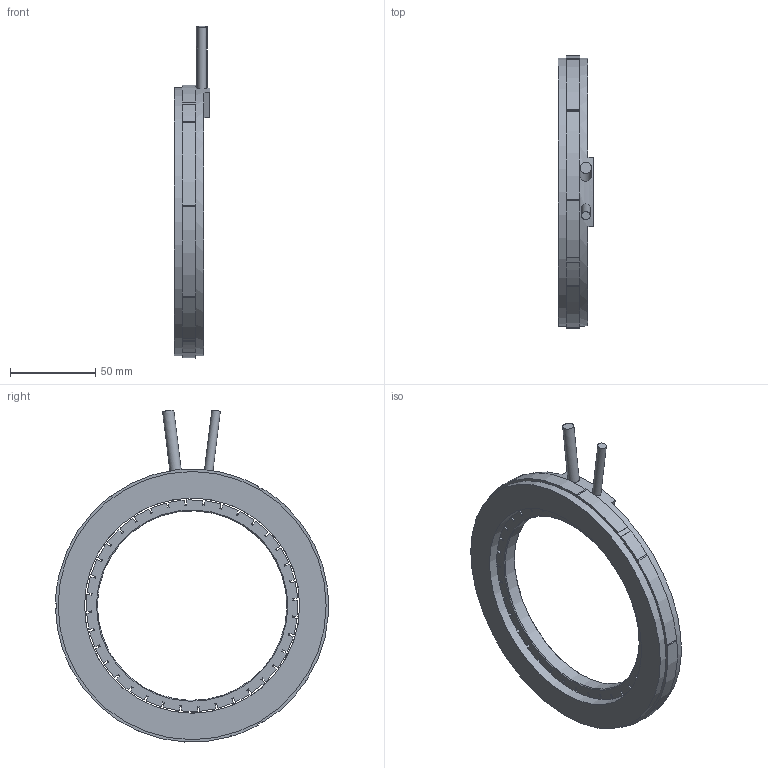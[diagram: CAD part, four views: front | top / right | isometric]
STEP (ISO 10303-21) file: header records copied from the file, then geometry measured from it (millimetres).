
FILE_DESCRIPTION(/* description */ (''),/* implementation_level */ '2;1');
FILE_NAME(/* name */ '4611112303778.stp',/* time_stamp */ '2024-06-26T16:22:44-07:00',/* author */ ('Harryle'),/* organization */ (''),/* preprocessor_version */ 'ST-DEVELOPER v19.2',/* originating_system */ 'Autodesk Inventor 2023',/* authorisation */ '');
FILE_SCHEMA (('AUTOMOTIVE_DESIGN { 1 0 10303 214 3 1 1 }'));
Length unit declared in the file: inch
Products named in the file (1): 4611112303778
Bounding box: 21 x 159.84 x 194.41 mm (x, y, z)
Volume: 149815.8 mm3; surface area: 45118.5 mm2
Topology: 2 solids, 2 shells, 481 faces, 1420 edges, 946 vertices
Faces by surface type: plane 272, cylinder 207, cone 2
Full cylindrical faces by diameter (mm): 5 x1, 6.6 x1, 111 x1, 126 x1, 157 x2
Entity records: 17035 total; most frequent: CARTESIAN_POINT 2914, ORIENTED_EDGE 2840, DIRECTION 2800, EDGE_CURVE 1420, LINE 1000, VECTOR 1000, VERTEX_POINT 946, AXIS2_PLACEMENT_3D 900
